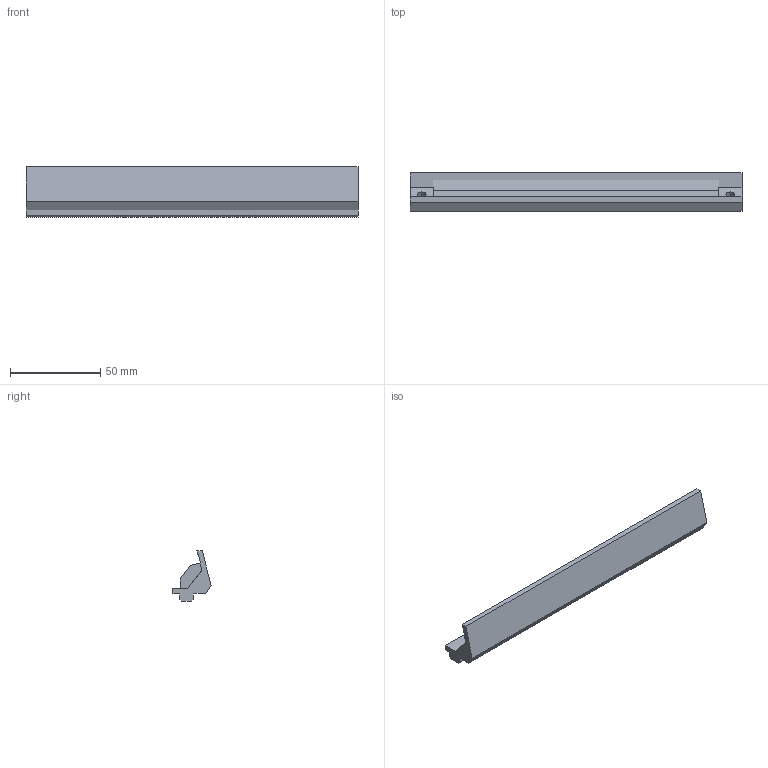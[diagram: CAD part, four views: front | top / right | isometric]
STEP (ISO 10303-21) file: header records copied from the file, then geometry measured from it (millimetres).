
FILE_DESCRIPTION (( 'STEP AP203' ), '1' );
FILE_NAME ('Btm-Bar-FRONT.RIGHT-HALF.STEP', '2021-07-08T14:30:10', ( '' ), ( '' ), 'SwSTEP 2.0', 'SolidWorks 2019', '' );
FILE_SCHEMA (( 'CONFIG_CONTROL_DESIGN' ));
Length unit declared in the file: millimetre
Products named in the file (1): Btm-Bar-FRONT.RIGHT-HALF
Bounding box: 183.82 x 21.15 x 27.87 mm (x, y, z)
Volume: 51136.1 mm3; surface area: 17049.1 mm2
Topology: 1 solids, 1 shells, 36 faces, 96 edges, 64 vertices
Faces by surface type: plane 32, cylinder 4
Entity records: 1185 total; most frequent: CARTESIAN_POINT 197, ORIENTED_EDGE 192, DIRECTION 178, EDGE_CURVE 96, LINE 88, VECTOR 88, VERTEX_POINT 64, AXIS2_PLACEMENT_3D 45
